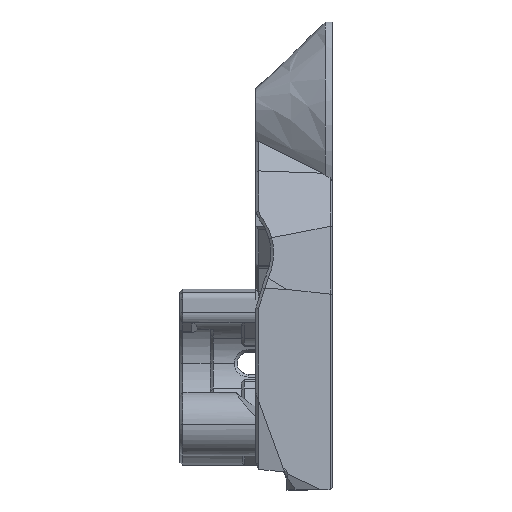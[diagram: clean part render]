
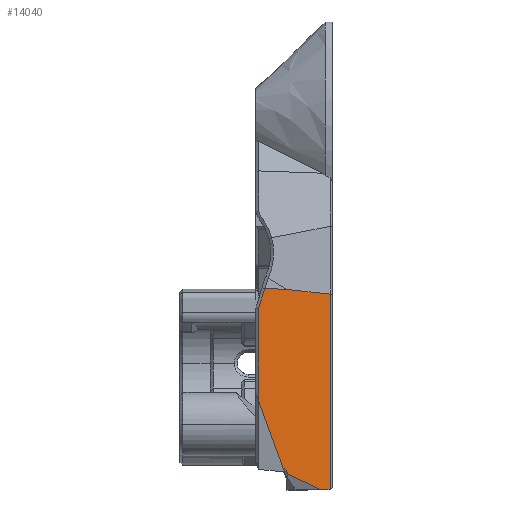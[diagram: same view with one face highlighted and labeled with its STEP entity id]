
A CAD part, left-side view. The second image highlights one B-rep face of the part: STEP entity #14040.
In plain terms, the highlighted planar face has unit normal (-0.972, -0.225, -0.074).
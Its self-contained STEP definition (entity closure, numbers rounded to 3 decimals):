
#28 = LINE ( 'NONE', #8563, #3569 ) ;
#755 = ORIENTED_EDGE ( 'NONE', *, *, #23707, .T. ) ;
#1438 = VECTOR ( 'NONE', #18378, 1000. ) ;
#1446 = EDGE_CURVE ( 'NONE', #11711, #22834, #5206, .T. ) ;
#1900 = CARTESIAN_POINT ( 'NONE',  ( -7.244, 130.109, 120.328 ) ) ;
#1943 = ORIENTED_EDGE ( 'NONE', *, *, #15033, .T. ) ;
#2746 = DIRECTION ( 'NONE',  ( -0.149, 0.338, 0.929 ) ) ;
#3018 = EDGE_CURVE ( 'NONE', #7639, #19222, #17385, .T. ) ;
#3569 = VECTOR ( 'NONE', #6471, 1000. ) ;
#3626 = VERTEX_POINT ( 'NONE', #12691 ) ;
#3741 = DIRECTION ( 'NONE',  ( -0.076, 0., 0.997 ) ) ;
#4009 = PLANE ( 'NONE',  #12378 ) ;
#4030 = EDGE_CURVE ( 'NONE', #18736, #13842, #21059, .T. ) ;
#4116 = DIRECTION ( 'NONE',  ( 0.011, -0.356, 0.934 ) ) ;
#4260 = LINE ( 'NONE', #11127, #24571 ) ;
#5206 = LINE ( 'NONE', #27022, #1438 ) ;
#5703 = CARTESIAN_POINT ( 'NONE',  ( -2.374, 115.62, 100.484 ) ) ;
#5855 = LINE ( 'NONE', #12446, #12700 ) ;
#6471 = DIRECTION ( 'NONE',  ( 0.226, -0.974, 0. ) ) ;
#7457 = LINE ( 'NONE', #16148, #18725 ) ;
#7639 = VERTEX_POINT ( 'NONE', #16058 ) ;
#7758 = CARTESIAN_POINT ( 'NONE',  ( -6.723, 127.283, 122.075 ) ) ;
#8119 = EDGE_CURVE ( 'NONE', #19222, #11711, #7457, .T. ) ;
#8329 = LINE ( 'NONE', #10578, #19793 ) ;
#8387 = CARTESIAN_POINT ( 'NONE',  ( -6.764, 127.453, 122.093 ) ) ;
#8516 = EDGE_LOOP ( 'NONE', ( #12978, #19791, #14969, #755, #13432, #24573, #12846, #27439, #13226, #27522, #14429, #1943, #18914 ) ) ;
#8563 = CARTESIAN_POINT ( 'NONE',  ( -3.177, 121.038, 94.57 ) ) ;
#8836 = VERTEX_POINT ( 'NONE', #14913 ) ;
#10556 = DIRECTION ( 'NONE',  ( 0.232, -0.967, -0.105 ) ) ;
#10578 = CARTESIAN_POINT ( 'NONE',  ( -5.788, 131.021, 98.496 ) ) ;
#11127 = CARTESIAN_POINT ( 'NONE',  ( -7.482, 130.713, 121.619 ) ) ;
#11356 = LINE ( 'NONE', #26310, #27049 ) ;
#11674 = CARTESIAN_POINT ( 'NONE',  ( -4.881, 127.521, 97.231 ) ) ;
#11698 = VERTEX_POINT ( 'NONE', #24278 ) ;
#11711 = VERTEX_POINT ( 'NONE', #22329 ) ;
#11777 = VECTOR ( 'NONE', #14245, 1000. ) ;
#11994 = VERTEX_POINT ( 'NONE', #15722 ) ;
#12378 = AXIS2_PLACEMENT_3D ( 'NONE', #1900, #22442, #21924 ) ;
#12446 = CARTESIAN_POINT ( 'NONE',  ( -5.471, 121.525, 123.14 ) ) ;
#12691 = CARTESIAN_POINT ( 'NONE',  ( -3.554, 122.669, 94.57 ) ) ;
#12700 = VECTOR ( 'NONE', #3741, 1000. ) ;
#12846 = ORIENTED_EDGE ( 'NONE', *, *, #19073, .F. ) ;
#12978 = ORIENTED_EDGE ( 'NONE', *, *, #21778, .T. ) ;
#13226 = ORIENTED_EDGE ( 'NONE', *, *, #8119, .F. ) ;
#13432 = ORIENTED_EDGE ( 'NONE', *, *, #4030, .F. ) ;
#13842 = VERTEX_POINT ( 'NONE', #16077 ) ;
#14040 = ADVANCED_FACE ( 'NONE', ( #14671 ), #4009, .T. ) ;
#14210 = CARTESIAN_POINT ( 'NONE',  ( -7.475, 130.483, 122.223 ) ) ;
#14245 = DIRECTION ( 'NONE',  ( -0.109, 0.703, -0.703 ) ) ;
#14429 = ORIENTED_EDGE ( 'NONE', *, *, #26515, .F. ) ;
#14671 = FACE_OUTER_BOUND ( 'NONE', #8516, .T. ) ;
#14913 = CARTESIAN_POINT ( 'NONE',  ( -3.29, 121.525, 94.579 ) ) ;
#14969 = ORIENTED_EDGE ( 'NONE', *, *, #24964, .F. ) ;
#15033 = EDGE_CURVE ( 'NONE', #22146, #19231, #26612, .T. ) ;
#15279 = DIRECTION ( 'NONE',  ( 0.229, -0.972, -0.049 ) ) ;
#15516 = LINE ( 'NONE', #24042, #19416 ) ;
#15689 = DIRECTION ( 'NONE',  ( -0.149, 0.338, 0.929 ) ) ;
#15713 = DIRECTION ( 'NONE',  ( 0.146, -0.815, 0.56 ) ) ;
#15722 = CARTESIAN_POINT ( 'NONE',  ( -7.475, 130.474, 122.245 ) ) ;
#16058 = CARTESIAN_POINT ( 'NONE',  ( -6.488, 131.324, 106.747 ) ) ;
#16077 = CARTESIAN_POINT ( 'NONE',  ( -5.342, 121.525, 121.45 ) ) ;
#16148 = CARTESIAN_POINT ( 'NONE',  ( -7.529, 131.334, 120.347 ) ) ;
#17197 = CARTESIAN_POINT ( 'NONE',  ( -4.807, 127.354, 96.773 ) ) ;
#17385 = LINE ( 'NONE', #21700, #19553 ) ;
#17658 = CARTESIAN_POINT ( 'NONE',  ( -4.93, 127.794, 97.043 ) ) ;
#17969 = CARTESIAN_POINT ( 'NONE',  ( -4.895, 127.602, 97.175 ) ) ;
#18120 = DIRECTION ( 'NONE',  ( -0.076, 0., 0.997 ) ) ;
#18274 = CARTESIAN_POINT ( 'NONE',  ( -6.5, 131.334, 106.874 ) ) ;
#18378 = DIRECTION ( 'NONE',  ( -0.004, -0.296, 0.955 ) ) ;
#18725 = VECTOR ( 'NONE', #18120, 1000. ) ;
#18736 = VERTEX_POINT ( 'NONE', #8387 ) ;
#18914 = ORIENTED_EDGE ( 'NONE', *, *, #25522, .F. ) ;
#19073 = EDGE_CURVE ( 'NONE', #22834, #11994, #4260, .T. ) ;
#19222 = VERTEX_POINT ( 'NONE', #18274 ) ;
#19231 = VERTEX_POINT ( 'NONE', #11674 ) ;
#19416 = VECTOR ( 'NONE', #2746, 1000. ) ;
#19450 = EDGE_CURVE ( 'NONE', #3626, #11698, #28, .T. ) ;
#19553 = VECTOR ( 'NONE', #24207, 1000. ) ;
#19791 = ORIENTED_EDGE ( 'NONE', *, *, #19450, .T. ) ;
#19793 = VECTOR ( 'NONE', #21077, 1000. ) ;
#21059 = LINE ( 'NONE', #7758, #25666 ) ;
#21077 = DIRECTION ( 'NONE',  ( 0.235, -0.88, -0.413 ) ) ;
#21418 = VERTEX_POINT ( 'NONE', #17197 ) ;
#21700 = CARTESIAN_POINT ( 'NONE',  ( -7.552, 132.198, 118.025 ) ) ;
#21710 = CARTESIAN_POINT ( 'NONE',  ( -7.062, 128.72, 122.157 ) ) ;
#21778 = EDGE_CURVE ( 'NONE', #21418, #3626, #8329, .T. ) ;
#21924 = DIRECTION ( 'NONE',  ( -0.226, 0.974, 0. ) ) ;
#22146 = VERTEX_POINT ( 'NONE', #17658 ) ;
#22329 = CARTESIAN_POINT ( 'NONE',  ( -7.463, 131.334, 119.479 ) ) ;
#22442 = DIRECTION ( 'NONE',  ( -0.972, -0.225, -0.074 ) ) ;
#22834 = VERTEX_POINT ( 'NONE', #14210 ) ;
#23480 = VECTOR ( 'NONE', #15713, 1000. ) ;
#23707 = EDGE_CURVE ( 'NONE', #8836, #13842, #5855, .T. ) ;
#24042 = CARTESIAN_POINT ( 'NONE',  ( -6.135, 130.361, 105.037 ) ) ;
#24207 = DIRECTION ( 'NONE',  ( -0.094, 0.077, 0.993 ) ) ;
#24278 = CARTESIAN_POINT ( 'NONE',  ( -3.291, 121.534, 94.57 ) ) ;
#24348 = LINE ( 'NONE', #21710, #27487 ) ;
#24571 = VECTOR ( 'NONE', #4116, 1000. ) ;
#24573 = ORIENTED_EDGE ( 'NONE', *, *, #26525, .F. ) ;
#24871 = LINE ( 'NONE', #5703, #11777 ) ;
#24964 = EDGE_CURVE ( 'NONE', #8836, #11698, #24871, .T. ) ;
#25522 = EDGE_CURVE ( 'NONE', #21418, #19231, #15516, .T. ) ;
#25666 = VECTOR ( 'NONE', #10556, 1000. ) ;
#26310 = CARTESIAN_POINT ( 'NONE',  ( -7.265, 133.084, 111.584 ) ) ;
#26515 = EDGE_CURVE ( 'NONE', #22146, #7639, #11356, .T. ) ;
#26525 = EDGE_CURVE ( 'NONE', #11994, #18736, #24348, .T. ) ;
#26612 = LINE ( 'NONE', #17969, #23480 ) ;
#27022 = CARTESIAN_POINT ( 'NONE',  ( -7.47, 130.831, 121.099 ) ) ;
#27049 = VECTOR ( 'NONE', #15689, 1000. ) ;
#27439 = ORIENTED_EDGE ( 'NONE', *, *, #1446, .F. ) ;
#27487 = VECTOR ( 'NONE', #15279, 1000. ) ;
#27522 = ORIENTED_EDGE ( 'NONE', *, *, #3018, .F. ) ;
